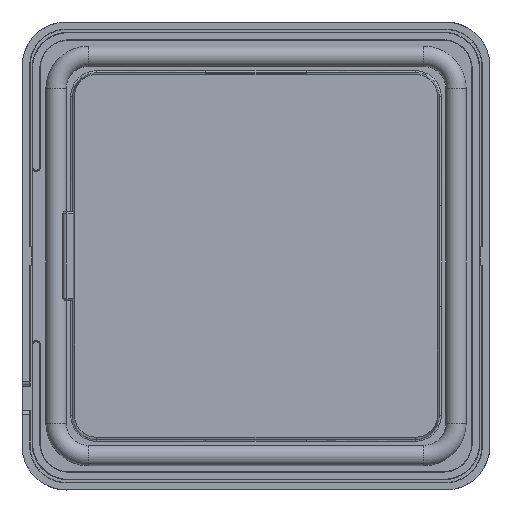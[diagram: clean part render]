
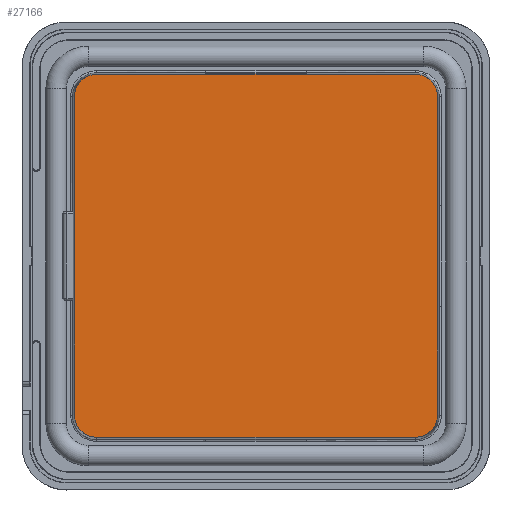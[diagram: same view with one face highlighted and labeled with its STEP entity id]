
A CAD part, top view. The second image highlights one B-rep face of the part: STEP entity #27166.
In plain terms, the highlighted planar face has unit normal (0, 0, 1).
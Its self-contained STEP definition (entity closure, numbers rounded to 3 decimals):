
#25636=CARTESIAN_POINT('Vertex',(12.417,44.974,12.)) ;
#25640=CARTESIAN_POINT('Control Point',(39.5,44.974,12.)) ;
#25641=CARTESIAN_POINT('Control Point',(12.417,44.974,12.)) ;
#25642=CARTESIAN_POINT('Vertex',(39.5,44.974,12.)) ;
#25721=CARTESIAN_POINT('Control Point',(44.974,39.5,12.)) ;
#25722=CARTESIAN_POINT('Control Point',(44.974,41.221,12.)) ;
#25723=CARTESIAN_POINT('Control Point',(44.298,42.942,12.)) ;
#25724=CARTESIAN_POINT('Control Point',(42.943,44.298,12.)) ;
#25725=CARTESIAN_POINT('Control Point',(41.221,44.974,12.)) ;
#25726=CARTESIAN_POINT('Control Point',(39.5,44.974,12.)) ;
#25727=CARTESIAN_POINT('Vertex',(44.974,39.5,12.)) ;
#25804=CARTESIAN_POINT('Control Point',(44.974,12.417,12.)) ;
#25805=CARTESIAN_POINT('Control Point',(44.974,39.5,12.)) ;
#25806=CARTESIAN_POINT('Vertex',(44.974,12.417,12.)) ;
#25962=CARTESIAN_POINT('Vertex',(44.974,-12.417,12.)) ;
#25966=CARTESIAN_POINT('Control Point',(44.974,-39.5,12.)) ;
#25967=CARTESIAN_POINT('Control Point',(44.974,-12.417,12.)) ;
#25968=CARTESIAN_POINT('Vertex',(44.974,-39.5,12.)) ;
#26047=CARTESIAN_POINT('Control Point',(44.974,-39.5,12.)) ;
#26048=CARTESIAN_POINT('Control Point',(44.974,-41.221,12.)) ;
#26049=CARTESIAN_POINT('Control Point',(44.298,-42.942,12.)) ;
#26050=CARTESIAN_POINT('Control Point',(42.943,-44.298,12.)) ;
#26051=CARTESIAN_POINT('Control Point',(41.221,-44.974,12.)) ;
#26052=CARTESIAN_POINT('Control Point',(39.5,-44.974,12.)) ;
#26053=CARTESIAN_POINT('Vertex',(39.5,-44.974,12.)) ;
#26085=CARTESIAN_POINT('Vertex',(12.417,-44.974,12.)) ;
#26099=CARTESIAN_POINT('Vertex',(-12.417,-44.974,12.)) ;
#26102=CARTESIAN_POINT('Line Origine',(-25.958,-44.974,12.)) ;
#26106=CARTESIAN_POINT('Vertex',(-39.5,-44.974,12.)) ;
#26133=CARTESIAN_POINT('Line Origine',(25.958,-44.974,12.)) ;
#26229=CARTESIAN_POINT('Control Point',(-44.974,-39.5,12.)) ;
#26230=CARTESIAN_POINT('Control Point',(-44.974,-41.221,12.)) ;
#26231=CARTESIAN_POINT('Control Point',(-44.298,-42.942,12.)) ;
#26232=CARTESIAN_POINT('Control Point',(-42.943,-44.298,12.)) ;
#26233=CARTESIAN_POINT('Control Point',(-41.221,-44.974,12.)) ;
#26234=CARTESIAN_POINT('Control Point',(-39.5,-44.974,12.)) ;
#26235=CARTESIAN_POINT('Vertex',(-44.974,-39.5,12.)) ;
#26312=CARTESIAN_POINT('Control Point',(-44.974,-39.5,12.)) ;
#26313=CARTESIAN_POINT('Control Point',(-44.974,39.5,12.)) ;
#26314=CARTESIAN_POINT('Vertex',(-44.974,39.5,12.)) ;
#26481=CARTESIAN_POINT('Control Point',(-44.974,39.5,12.)) ;
#26482=CARTESIAN_POINT('Control Point',(-44.974,41.221,12.)) ;
#26483=CARTESIAN_POINT('Control Point',(-44.298,42.942,12.)) ;
#26484=CARTESIAN_POINT('Control Point',(-42.943,44.298,12.)) ;
#26485=CARTESIAN_POINT('Control Point',(-41.221,44.974,12.)) ;
#26486=CARTESIAN_POINT('Control Point',(-39.5,44.974,12.)) ;
#26487=CARTESIAN_POINT('Vertex',(-39.5,44.974,12.)) ;
#26574=CARTESIAN_POINT('Control Point',(-12.417,44.974,12.)) ;
#26575=CARTESIAN_POINT('Control Point',(-39.5,44.974,12.)) ;
#26576=CARTESIAN_POINT('Vertex',(-12.417,44.974,12.)) ;
#27124=CARTESIAN_POINT('Control Point',(12.417,44.974,12.)) ;
#27125=CARTESIAN_POINT('Control Point',(4.139,44.974,12.)) ;
#27126=CARTESIAN_POINT('Control Point',(-4.139,44.974,12.)) ;
#27127=CARTESIAN_POINT('Control Point',(-12.417,44.974,12.)) ;
#27136=CARTESIAN_POINT('Axis2P3D Location',(6.429,0.,12.)) ;
#27142=CARTESIAN_POINT('Control Point',(12.417,-44.974,12.)) ;
#27143=CARTESIAN_POINT('Control Point',(-12.417,-44.974,12.)) ;
#27145=CARTESIAN_POINT('Line Origine',(44.974,0.,12.)) ;
#26103=DIRECTION('Vector Direction',(-1.,0.,0.)) ;
#26134=DIRECTION('Vector Direction',(-1.,0.,0.)) ;
#27137=DIRECTION('Axis2P3D Direction',(0.,0.,1.)) ;
#27138=DIRECTION('Axis2P3D XDirection',(0.,1.,0.)) ;
#27146=DIRECTION('Vector Direction',(0.,1.,0.)) ;
#27139=AXIS2_PLACEMENT_3D('Plane Axis2P3D',#27136,#27137,#27138) ;
#27151=ORIENTED_EDGE('',*,*,#26108,.F.) ;
#27152=ORIENTED_EDGE('',*,*,#27144,.F.) ;
#27153=ORIENTED_EDGE('',*,*,#26137,.F.) ;
#27154=ORIENTED_EDGE('',*,*,#26055,.F.) ;
#27155=ORIENTED_EDGE('',*,*,#25970,.T.) ;
#27156=ORIENTED_EDGE('',*,*,#27149,.T.) ;
#27157=ORIENTED_EDGE('',*,*,#25808,.T.) ;
#27158=ORIENTED_EDGE('',*,*,#25729,.T.) ;
#27159=ORIENTED_EDGE('',*,*,#25644,.T.) ;
#27160=ORIENTED_EDGE('',*,*,#27128,.T.) ;
#27161=ORIENTED_EDGE('',*,*,#26578,.T.) ;
#27162=ORIENTED_EDGE('',*,*,#26489,.F.) ;
#27163=ORIENTED_EDGE('',*,*,#26316,.F.) ;
#27164=ORIENTED_EDGE('',*,*,#26237,.T.) ;
#26104=VECTOR('Line Direction',#26103,1.) ;
#26135=VECTOR('Line Direction',#26134,1.) ;
#27147=VECTOR('Line Direction',#27146,1.) ;
#27166=ADVANCED_FACE('6A',(#27165),#27140,.T.) ;
#25639=B_SPLINE_CURVE_WITH_KNOTS('',1,(#25640,#25641),.UNSPECIFIED.,.F.,.U.,(2,2),(-13.542,13.542),.UNSPECIFIED.) ;
#25720=B_SPLINE_CURVE_WITH_KNOTS('',5,(#25721,#25722,#25723,#25724,#25725,#25726),.UNSPECIFIED.,.F.,.U.,(6,6),(0.,12.473),.UNSPECIFIED.) ;
#25803=B_SPLINE_CURVE_WITH_KNOTS('',1,(#25804,#25805),.UNSPECIFIED.,.F.,.U.,(2,2),(-13.542,13.542),.UNSPECIFIED.) ;
#25965=B_SPLINE_CURVE_WITH_KNOTS('',1,(#25966,#25967),.UNSPECIFIED.,.F.,.U.,(2,2),(-13.542,13.542),.UNSPECIFIED.) ;
#26046=B_SPLINE_CURVE_WITH_KNOTS('',5,(#26047,#26048,#26049,#26050,#26051,#26052),.UNSPECIFIED.,.F.,.U.,(6,6),(0.,12.473),.UNSPECIFIED.) ;
#26228=B_SPLINE_CURVE_WITH_KNOTS('',5,(#26229,#26230,#26231,#26232,#26233,#26234),.UNSPECIFIED.,.F.,.U.,(6,6),(0.,12.473),.UNSPECIFIED.) ;
#26311=B_SPLINE_CURVE_WITH_KNOTS('',1,(#26312,#26313),.UNSPECIFIED.,.F.,.U.,(2,2),(-39.5,39.5),.UNSPECIFIED.) ;
#26480=B_SPLINE_CURVE_WITH_KNOTS('',5,(#26481,#26482,#26483,#26484,#26485,#26486),.UNSPECIFIED.,.F.,.U.,(6,6),(0.,12.473),.UNSPECIFIED.) ;
#26573=B_SPLINE_CURVE_WITH_KNOTS('',1,(#26574,#26575),.UNSPECIFIED.,.F.,.U.,(2,2),(-13.542,13.542),.UNSPECIFIED.) ;
#27123=B_SPLINE_CURVE_WITH_KNOTS('',3,(#27124,#27125,#27126,#27127),.UNSPECIFIED.,.F.,.U.,(4,4),(-12.417,12.417),.UNSPECIFIED.) ;
#27141=B_SPLINE_CURVE_WITH_KNOTS('',1,(#27142,#27143),.UNSPECIFIED.,.F.,.U.,(2,2),(-12.417,12.417),.UNSPECIFIED.) ;
#25644=EDGE_CURVE('',#25643,#25637,#25639,.T.) ;
#25729=EDGE_CURVE('',#25728,#25643,#25720,.T.) ;
#25808=EDGE_CURVE('',#25807,#25728,#25803,.T.) ;
#25970=EDGE_CURVE('',#25969,#25963,#25965,.T.) ;
#26055=EDGE_CURVE('',#25969,#26054,#26046,.T.) ;
#26108=EDGE_CURVE('',#26100,#26107,#26105,.T.) ;
#26137=EDGE_CURVE('',#26054,#26086,#26136,.T.) ;
#26237=EDGE_CURVE('',#26236,#26107,#26228,.T.) ;
#26316=EDGE_CURVE('',#26236,#26315,#26311,.T.) ;
#26489=EDGE_CURVE('',#26315,#26488,#26480,.T.) ;
#26578=EDGE_CURVE('',#26577,#26488,#26573,.T.) ;
#27128=EDGE_CURVE('',#25637,#26577,#27123,.T.) ;
#27144=EDGE_CURVE('',#26086,#26100,#27141,.T.) ;
#27149=EDGE_CURVE('',#25963,#25807,#27148,.T.) ;
#27150=EDGE_LOOP('',(#27151,#27152,#27153,#27154,#27155,#27156,#27157,#27158,#27159,#27160,#27161,#27162,#27163,#27164)) ;
#27165=FACE_OUTER_BOUND('',#27150,.T.) ;
#26105=LINE('Line',#26102,#26104) ;
#26136=LINE('Line',#26133,#26135) ;
#27148=LINE('Line',#27145,#27147) ;
#27140=PLANE('',#27139) ;
#25637=VERTEX_POINT('',#25636) ;
#25643=VERTEX_POINT('',#25642) ;
#25728=VERTEX_POINT('',#25727) ;
#25807=VERTEX_POINT('',#25806) ;
#25963=VERTEX_POINT('',#25962) ;
#25969=VERTEX_POINT('',#25968) ;
#26054=VERTEX_POINT('',#26053) ;
#26086=VERTEX_POINT('',#26085) ;
#26100=VERTEX_POINT('',#26099) ;
#26107=VERTEX_POINT('',#26106) ;
#26236=VERTEX_POINT('',#26235) ;
#26315=VERTEX_POINT('',#26314) ;
#26488=VERTEX_POINT('',#26487) ;
#26577=VERTEX_POINT('',#26576) ;
